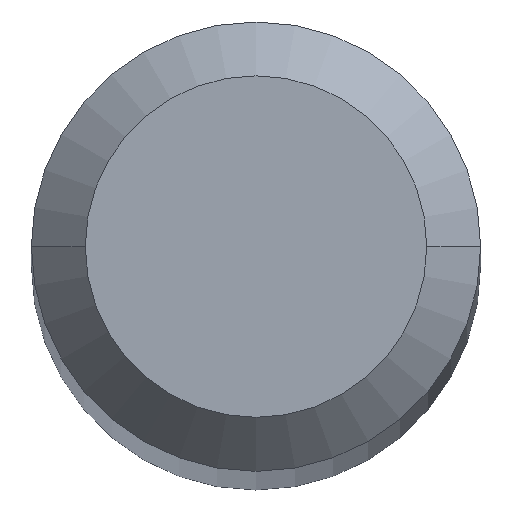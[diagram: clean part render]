
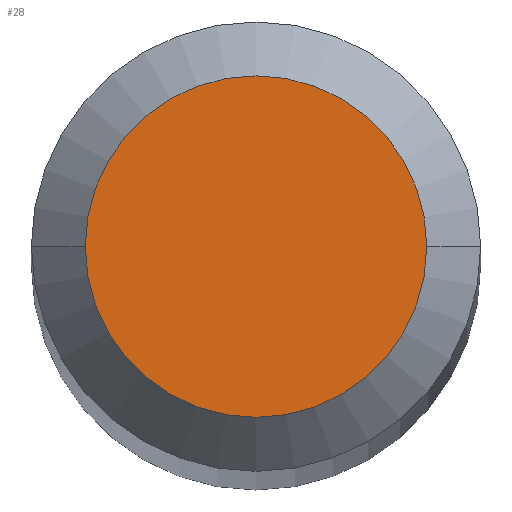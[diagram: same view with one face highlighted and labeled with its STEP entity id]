
A CAD part, top view. The second image highlights one B-rep face of the part: STEP entity #28.
In plain terms, the highlighted planar face has unit normal (0, 0, 1).
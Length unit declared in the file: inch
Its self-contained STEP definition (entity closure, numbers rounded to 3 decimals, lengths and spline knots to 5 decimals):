
#1 = AXIS2_PLACEMENT_3D ( 'NONE', #245, #132, #20 ) ;
#9 = CIRCLE ( 'NONE', #1, 0.095 ) ;
#20 = DIRECTION ( 'NONE',  ( 1., 0., 0. ) ) ;
#27 = ORIENTED_EDGE ( 'NONE', *, *, #194, .T. ) ;
#28 = ADVANCED_FACE ( 'NONE', ( #208 ), #71, .T. ) ;
#34 = DIRECTION ( 'NONE',  ( 1., 0., 0. ) ) ;
#38 = AXIS2_PLACEMENT_3D ( 'NONE', #142, #183, #34 ) ;
#55 = VERTEX_POINT ( 'NONE', #89 ) ;
#71 = PLANE ( 'NONE',  #38 ) ;
#89 = CARTESIAN_POINT ( 'NONE',  ( -0.095, 0., 3. ) ) ;
#91 = CARTESIAN_POINT ( 'NONE',  ( 0., 0., 3. ) ) ;
#96 = CARTESIAN_POINT ( 'NONE',  ( 0.095, 0., 3. ) ) ;
#102 = EDGE_LOOP ( 'NONE', ( #216, #27 ) ) ;
#113 = DIRECTION ( 'NONE',  ( 1., 0., 0. ) ) ;
#120 = EDGE_CURVE ( 'NONE', #55, #222, #224, .T. ) ;
#132 = DIRECTION ( 'NONE',  ( 0., 0., 1. ) ) ;
#142 = CARTESIAN_POINT ( 'NONE',  ( 0., 0., 3. ) ) ;
#160 = AXIS2_PLACEMENT_3D ( 'NONE', #91, #225, #113 ) ;
#183 = DIRECTION ( 'NONE',  ( 0., 0., 1. ) ) ;
#194 = EDGE_CURVE ( 'NONE', #222, #55, #9, .T. ) ;
#208 = FACE_OUTER_BOUND ( 'NONE', #102, .T. ) ;
#216 = ORIENTED_EDGE ( 'NONE', *, *, #120, .T. ) ;
#222 = VERTEX_POINT ( 'NONE', #96 ) ;
#224 = CIRCLE ( 'NONE', #160, 0.095 ) ;
#225 = DIRECTION ( 'NONE',  ( 0., 0., 1. ) ) ;
#245 = CARTESIAN_POINT ( 'NONE',  ( 0., 0., 3. ) ) ;
